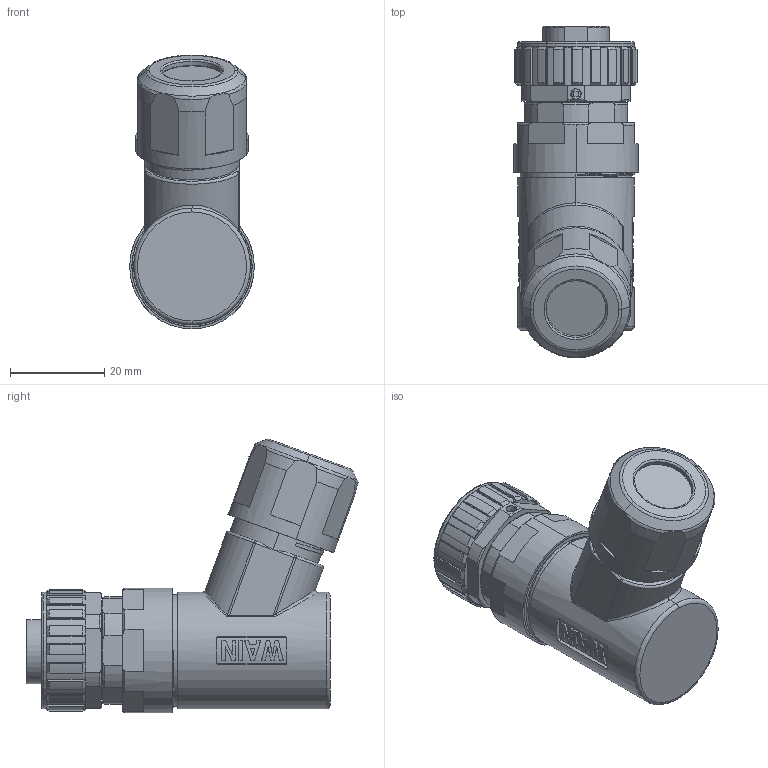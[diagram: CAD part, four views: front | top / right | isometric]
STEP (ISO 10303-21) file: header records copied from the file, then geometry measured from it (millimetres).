
FILE_DESCRIPTION((''),'2;1');
FILE_NAME('7_8-F04-S-DX_SW0001','2021-09-21T',('tc.chen'),(''),'PRO/ENGINEER BY PARAMETRIC TECHNOLOGY CORPORATION, 2012480','PRO/ENGINEER BY PARAMETRIC TECHNOLOGY CORPORATION, 2012480','');
FILE_SCHEMA(('AUTOMOTIVE_DESIGN { 1 0 10303 214 1 1 1 1 }'));
Length unit declared in the file: millimetre
Products named in the file (1): 7_8-F04-S-DX_SW0001
Bounding box: 26.5 x 70.58 x 58.18 mm (x, y, z)
Volume: 41777 mm3; surface area: 11164.2 mm2
Topology: 1 solids, 1 shells, 591 faces, 1523 edges, 982 vertices
Faces by surface type: plane 235, cylinder 215, bspline 70, torus 51, cone 20
Entity records: 27646 total; most frequent: CARTESIAN_POINT 12519, ORIENTED_EDGE 3046, DIRECTION 2605, EDGE_CURVE 1523, AXIS2_PLACEMENT_3D 990, VERTEX_POINT 982, EDGE_LOOP 643, VECTOR 625
